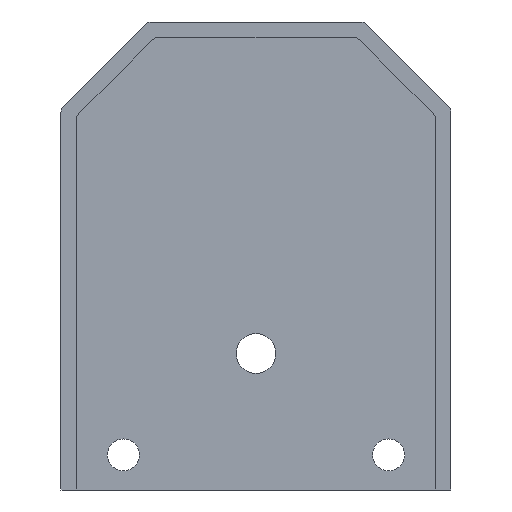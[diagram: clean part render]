
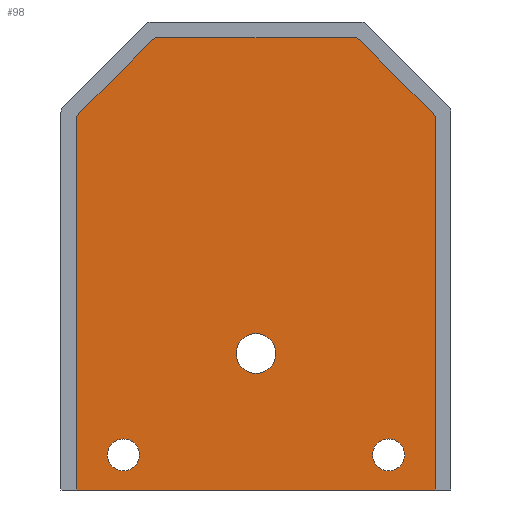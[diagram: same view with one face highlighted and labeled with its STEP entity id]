
A CAD part, front view. The second image highlights one B-rep face of the part: STEP entity #98.
In plain terms, the highlighted planar face has unit normal (0, -1, 0).
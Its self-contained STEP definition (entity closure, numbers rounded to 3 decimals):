
#98 = ADVANCED_FACE( '', ( #203, #204, #205, #206 ), #207, .F. );
#203 = FACE_BOUND( '', #314, .T. );
#204 = FACE_BOUND( '', #315, .T. );
#205 = FACE_BOUND( '', #316, .T. );
#206 = FACE_OUTER_BOUND( '', #317, .T. );
#207 = PLANE( '', #318 );
#314 = EDGE_LOOP( '', ( #531 ) );
#315 = EDGE_LOOP( '', ( #532 ) );
#316 = EDGE_LOOP( '', ( #533 ) );
#317 = EDGE_LOOP( '', ( #534, #535, #536, #537, #538, #539, #540, #541, #542, #543 ) );
#318 = AXIS2_PLACEMENT_3D( '', #544, #545, #546 );
#531 = ORIENTED_EDGE( '', *, *, #696, .T. );
#532 = ORIENTED_EDGE( '', *, *, #663, .T. );
#533 = ORIENTED_EDGE( '', *, *, #656, .T. );
#534 = ORIENTED_EDGE( '', *, *, #697, .F. );
#535 = ORIENTED_EDGE( '', *, *, #639, .T. );
#536 = ORIENTED_EDGE( '', *, *, #688, .F. );
#537 = ORIENTED_EDGE( '', *, *, #660, .T. );
#538 = ORIENTED_EDGE( '', *, *, #675, .F. );
#539 = ORIENTED_EDGE( '', *, *, #682, .F. );
#540 = ORIENTED_EDGE( '', *, *, #624, .F. );
#541 = ORIENTED_EDGE( '', *, *, #666, .T. );
#542 = ORIENTED_EDGE( '', *, *, #614, .F. );
#543 = ORIENTED_EDGE( '', *, *, #644, .T. );
#544 = CARTESIAN_POINT( '', ( 0., -2., 0. ) );
#545 = DIRECTION( '', ( 0., 1., 0. ) );
#546 = DIRECTION( '', ( 0., 0., 1. ) );
#614 = EDGE_CURVE( '', #718, #720, #721, .T. );
#624 = EDGE_CURVE( '', #736, #738, #739, .T. );
#639 = EDGE_CURVE( '', #764, #762, #765, .F. );
#644 = EDGE_CURVE( '', #718, #770, #772, .F. );
#656 = EDGE_CURVE( '', #791, #791, #792, .T. );
#660 = EDGE_CURVE( '', #799, #797, #800, .F. );
#663 = EDGE_CURVE( '', #803, #803, #804, .T. );
#666 = EDGE_CURVE( '', #736, #720, #807, .F. );
#675 = EDGE_CURVE( '', #818, #797, #819, .T. );
#682 = EDGE_CURVE( '', #738, #818, #829, .T. );
#688 = EDGE_CURVE( '', #799, #762, #838, .T. );
#696 = EDGE_CURVE( '', #846, #846, #847, .T. );
#697 = EDGE_CURVE( '', #764, #770, #848, .T. );
#718 = VERTEX_POINT( '', #871 );
#720 = VERTEX_POINT( '', #874 );
#721 = LINE( '', #875, #876 );
#736 = VERTEX_POINT( '', #895 );
#738 = VERTEX_POINT( '', #898 );
#739 = LINE( '', #899, #900 );
#762 = VERTEX_POINT( '', #926 );
#764 = VERTEX_POINT( '', #929 );
#765 = CIRCLE( '', #930, 1. );
#770 = VERTEX_POINT( '', #936 );
#772 = CIRCLE( '', #939, 1. );
#791 = VERTEX_POINT( '', #963 );
#792 = CIRCLE( '', #964, 2.55 );
#797 = VERTEX_POINT( '', #969 );
#799 = VERTEX_POINT( '', #972 );
#800 = CIRCLE( '', #973, 1. );
#803 = VERTEX_POINT( '', #977 );
#804 = CIRCLE( '', #978, 2.05 );
#807 = CIRCLE( '', #981, 1. );
#818 = VERTEX_POINT( '', #995 );
#819 = LINE( '', #996, #997 );
#829 = LINE( '', #1010, #1011 );
#838 = LINE( '', #1024, #1025 );
#846 = VERTEX_POINT( '', #1038 );
#847 = CIRCLE( '', #1039, 2.05 );
#848 = LINE( '', #1040, #1041 );
#871 = CARTESIAN_POINT( '', ( 13.293, -2., 19.721 ) );
#874 = CARTESIAN_POINT( '', ( 22.707, -2., 10.307 ) );
#875 = CARTESIAN_POINT( '', ( 13., -2., 20.014 ) );
#876 = VECTOR( '', #1065, 1000. );
#895 = CARTESIAN_POINT( '', ( 23., -2., 9.599 ) );
#898 = CARTESIAN_POINT( '', ( 23., -2., -37.986 ) );
#899 = CARTESIAN_POINT( '', ( 23., -2., 38. ) );
#900 = VECTOR( '', #1077, 1000. );
#926 = CARTESIAN_POINT( '', ( -13.293, -2., 19.721 ) );
#929 = CARTESIAN_POINT( '', ( -12.586, -2., 20.014 ) );
#930 = AXIS2_PLACEMENT_3D( '', #1100, #1101, #1102 );
#936 = CARTESIAN_POINT( '', ( 12.586, -2., 20.014 ) );
#939 = AXIS2_PLACEMENT_3D( '', #1108, #1109, #1110 );
#963 = CARTESIAN_POINT( '', ( 0., -2., -17.936 ) );
#964 = AXIS2_PLACEMENT_3D( '', #1125, #1126, #1127 );
#969 = CARTESIAN_POINT( '', ( -23., -2., 9.599 ) );
#972 = CARTESIAN_POINT( '', ( -22.707, -2., 10.307 ) );
#973 = AXIS2_PLACEMENT_3D( '', #1132, #1133, #1134 );
#977 = CARTESIAN_POINT( '', ( -17., -2., -31.436 ) );
#978 = AXIS2_PLACEMENT_3D( '', #1136, #1137, #1138 );
#981 = AXIS2_PLACEMENT_3D( '', #1142, #1143, #1144 );
#995 = CARTESIAN_POINT( '', ( -23., -2., -37.986 ) );
#996 = CARTESIAN_POINT( '', ( -23., -2., -38. ) );
#997 = VECTOR( '', #1154, 1000. );
#1010 = CARTESIAN_POINT( '', ( -36., -2., -37.986 ) );
#1011 = VECTOR( '', #1161, 1000. );
#1024 = CARTESIAN_POINT( '', ( -23., -2., 10.014 ) );
#1025 = VECTOR( '', #1166, 1000. );
#1038 = CARTESIAN_POINT( '', ( 17., -2., -31.436 ) );
#1039 = AXIS2_PLACEMENT_3D( '', #1172, #1173, #1174 );
#1040 = CARTESIAN_POINT( '', ( -36., -2., 20.014 ) );
#1041 = VECTOR( '', #1175, 1000. );
#1065 = DIRECTION( '', ( 0.707, 0., -0.707 ) );
#1077 = DIRECTION( '', ( 0., 0., -1. ) );
#1100 = CARTESIAN_POINT( '', ( -12.586, -2., 19.014 ) );
#1101 = DIRECTION( '', ( 0., 1., 0. ) );
#1102 = DIRECTION( '', ( 0., 0., 1. ) );
#1108 = CARTESIAN_POINT( '', ( 12.586, -2., 19.014 ) );
#1109 = DIRECTION( '', ( 0., 1., 0. ) );
#1110 = DIRECTION( '', ( 0., 0., 1. ) );
#1125 = CARTESIAN_POINT( '', ( 0., -2., -20.486 ) );
#1126 = DIRECTION( '', ( 0., 1., 0. ) );
#1127 = DIRECTION( '', ( 0., 0., 1. ) );
#1132 = CARTESIAN_POINT( '', ( -22., -2., 9.599 ) );
#1133 = DIRECTION( '', ( 0., 1., 0. ) );
#1134 = DIRECTION( '', ( 0., 0., 1. ) );
#1136 = CARTESIAN_POINT( '', ( -17., -2., -33.486 ) );
#1137 = DIRECTION( '', ( 0., 1., 0. ) );
#1138 = DIRECTION( '', ( 0., 0., 1. ) );
#1142 = CARTESIAN_POINT( '', ( 22., -2., 9.599 ) );
#1143 = DIRECTION( '', ( 0., 1., 0. ) );
#1144 = DIRECTION( '', ( 0., 0., 1. ) );
#1154 = DIRECTION( '', ( 0., 0., 1. ) );
#1161 = DIRECTION( '', ( -1., 0., 0. ) );
#1166 = DIRECTION( '', ( 0.707, 0., 0.707 ) );
#1172 = CARTESIAN_POINT( '', ( 17., -2., -33.486 ) );
#1173 = DIRECTION( '', ( 0., 1., 0. ) );
#1174 = DIRECTION( '', ( 0., 0., 1. ) );
#1175 = DIRECTION( '', ( 1., 0., 0. ) );
